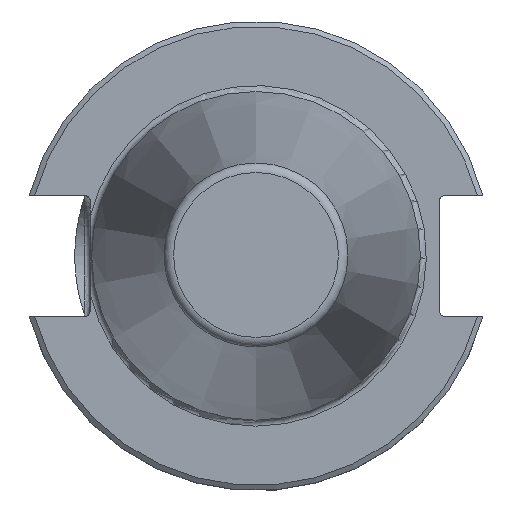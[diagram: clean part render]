
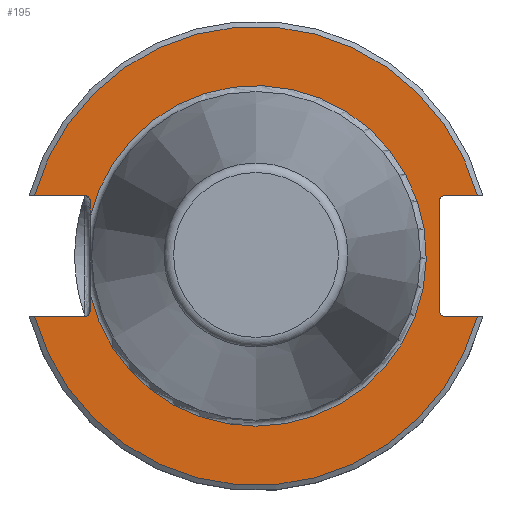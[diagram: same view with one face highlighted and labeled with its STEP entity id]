
A CAD part, top view. The second image highlights one B-rep face of the part: STEP entity #195.
In plain terms, the highlighted planar face has unit normal (0, 0, 1).
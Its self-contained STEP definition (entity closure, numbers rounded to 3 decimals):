
#99=PLANE('',#1195);
#195=ADVANCED_FACE('',(#269),#99,.T.);
#269=FACE_OUTER_BOUND('',#327,.T.);
#327=EDGE_LOOP('',(#579,#580,#581,#582,#583,#584,#585,#586,#587,#588,#589,
#590,#591,#592));
#359=CIRCLE('',#1120,0.75);
#361=CIRCLE('',#1124,0.75);
#367=CIRCLE('',#1137,23.025);
#381=CIRCLE('',#1164,31.036);
#382=CIRCLE('',#1166,31.036);
#396=CIRCLE('',#1193,0.75);
#397=CIRCLE('',#1194,0.75);
#579=ORIENTED_EDGE('',*,*,#886,.F.);
#580=ORIENTED_EDGE('',*,*,#941,.T.);
#581=ORIENTED_EDGE('',*,*,#942,.F.);
#582=ORIENTED_EDGE('',*,*,#943,.T.);
#583=ORIENTED_EDGE('',*,*,#914,.F.);
#584=ORIENTED_EDGE('',*,*,#851,.F.);
#585=ORIENTED_EDGE('',*,*,#848,.F.);
#586=ORIENTED_EDGE('',*,*,#843,.T.);
#587=ORIENTED_EDGE('',*,*,#840,.F.);
#588=ORIENTED_EDGE('',*,*,#879,.T.);
#589=ORIENTED_EDGE('',*,*,#913,.F.);
#590=ORIENTED_EDGE('',*,*,#944,.F.);
#591=ORIENTED_EDGE('',*,*,#945,.F.);
#592=ORIENTED_EDGE('',*,*,#946,.T.);
#731=VERTEX_POINT('',#1545);
#733=VERTEX_POINT('',#1548);
#735=VERTEX_POINT('',#1554);
#739=VERTEX_POINT('',#1569);
#741=VERTEX_POINT('',#1575);
#768=VERTEX_POINT('',#1742);
#773=VERTEX_POINT('',#1764);
#774=VERTEX_POINT('',#1765);
#788=VERTEX_POINT('',#1875);
#789=VERTEX_POINT('',#1879);
#803=VERTEX_POINT('',#1989);
#804=VERTEX_POINT('',#1991);
#805=VERTEX_POINT('',#1994);
#806=VERTEX_POINT('',#1996);
#840=EDGE_CURVE('',#731,#733,#359,.T.);
#843=EDGE_CURVE('',#735,#733,#997,.T.);
#848=EDGE_CURVE('',#735,#739,#361,.T.);
#851=EDGE_CURVE('',#739,#741,#1002,.T.);
#879=EDGE_CURVE('',#731,#768,#1014,.T.);
#886=EDGE_CURVE('',#773,#774,#367,.T.);
#913=EDGE_CURVE('',#788,#768,#381,.T.);
#914=EDGE_CURVE('',#741,#789,#382,.T.);
#941=EDGE_CURVE('',#773,#803,#1026,.T.);
#942=EDGE_CURVE('',#804,#803,#396,.T.);
#943=EDGE_CURVE('',#804,#789,#1027,.T.);
#944=EDGE_CURVE('',#805,#788,#1028,.T.);
#945=EDGE_CURVE('',#806,#805,#397,.T.);
#946=EDGE_CURVE('',#806,#774,#1029,.T.);
#997=LINE('',#1553,#1043);
#1002=LINE('',#1574,#1048);
#1014=LINE('',#1743,#1060);
#1026=LINE('',#1988,#1072);
#1027=LINE('',#1992,#1073);
#1028=LINE('',#1993,#1074);
#1029=LINE('',#1997,#1075);
#1043=VECTOR('',#1257,1.);
#1048=VECTOR('',#1270,1.);
#1060=VECTOR('',#1284,1.);
#1072=VECTOR('',#1426,1.);
#1073=VECTOR('',#1429,1.);
#1074=VECTOR('',#1430,1.);
#1075=VECTOR('',#1433,1.);
#1120=AXIS2_PLACEMENT_3D('',#1547,#1250,#1251);
#1124=AXIS2_PLACEMENT_3D('',#1568,#1263,#1264);
#1137=AXIS2_PLACEMENT_3D('',#1766,#1304,#1305);
#1164=AXIS2_PLACEMENT_3D('',#1876,#1363,#1364);
#1166=AXIS2_PLACEMENT_3D('',#1878,#1367,#1368);
#1193=AXIS2_PLACEMENT_3D('',#1990,#1427,#1428);
#1194=AXIS2_PLACEMENT_3D('',#1995,#1431,#1432);
#1195=AXIS2_PLACEMENT_3D('',#1998,#1434,#1435);
#1250=DIRECTION('',(0.,0.,1.));
#1251=DIRECTION('',(0.,1.,0.));
#1257=DIRECTION('',(0.,1.,0.));
#1263=DIRECTION('',(0.,0.,1.));
#1264=DIRECTION('',(-1.,0.,0.));
#1270=DIRECTION('',(1.,0.,0.));
#1284=DIRECTION('',(1.,0.,0.));
#1304=DIRECTION('',(0.,0.,1.));
#1305=DIRECTION('',(0.,-1.,0.));
#1363=DIRECTION('',(0.,0.,-1.));
#1364=DIRECTION('',(0.,1.,0.));
#1367=DIRECTION('',(0.,0.,-1.));
#1368=DIRECTION('',(0.965,-0.264,0.));
#1426=DIRECTION('',(0.,-1.,0.));
#1427=DIRECTION('',(0.,0.,1.));
#1428=DIRECTION('',(0.,-1.,0.));
#1429=DIRECTION('',(-1.,0.,0.));
#1430=DIRECTION('',(-1.,0.,0.));
#1431=DIRECTION('',(0.,0.,1.));
#1432=DIRECTION('',(1.,0.,0.));
#1433=DIRECTION('',(0.,-1.,0.));
#1434=DIRECTION('',(0.,0.,1.));
#1435=DIRECTION('',(0.,-1.,0.));
#1545=CARTESIAN_POINT('',(25.58,8.19,-3.17));
#1547=CARTESIAN_POINT('',(25.58,7.44,-3.17));
#1548=CARTESIAN_POINT('',(24.83,7.44,-3.17));
#1553=CARTESIAN_POINT('',(24.83,-7.44,-3.17));
#1554=CARTESIAN_POINT('',(24.83,-7.44,-3.17));
#1568=CARTESIAN_POINT('',(25.58,-7.44,-3.17));
#1569=CARTESIAN_POINT('',(25.58,-8.19,-3.17));
#1574=CARTESIAN_POINT('',(25.58,-8.19,-3.17));
#1575=CARTESIAN_POINT('',(29.936,-8.19,-3.17));
#1742=CARTESIAN_POINT('',(29.936,8.19,-3.17));
#1743=CARTESIAN_POINT('',(25.58,8.19,-3.17));
#1764=CARTESIAN_POINT('',(-22.42,-5.243,-3.17));
#1765=CARTESIAN_POINT('',(-22.42,5.243,-3.17));
#1766=CARTESIAN_POINT('',(0.,0.,-3.17));
#1875=CARTESIAN_POINT('',(-29.936,8.19,-3.17));
#1876=CARTESIAN_POINT('',(0.,0.,-3.17));
#1878=CARTESIAN_POINT('',(0.,0.,-3.17));
#1879=CARTESIAN_POINT('',(-29.936,-8.19,-3.17));
#1988=CARTESIAN_POINT('',(-22.42,-5.243,-3.17));
#1989=CARTESIAN_POINT('',(-22.42,-7.44,-3.17));
#1990=CARTESIAN_POINT('',(-23.17,-7.44,-3.17));
#1991=CARTESIAN_POINT('',(-23.17,-8.19,-3.17));
#1992=CARTESIAN_POINT('',(-23.17,-8.19,-3.17));
#1993=CARTESIAN_POINT('',(-23.17,8.19,-3.17));
#1994=CARTESIAN_POINT('',(-23.17,8.19,-3.17));
#1995=CARTESIAN_POINT('',(-23.17,7.44,-3.17));
#1996=CARTESIAN_POINT('',(-22.42,7.44,-3.17));
#1997=CARTESIAN_POINT('',(-22.42,7.44,-3.17));
#1998=CARTESIAN_POINT('',(0.,0.,-3.17));
